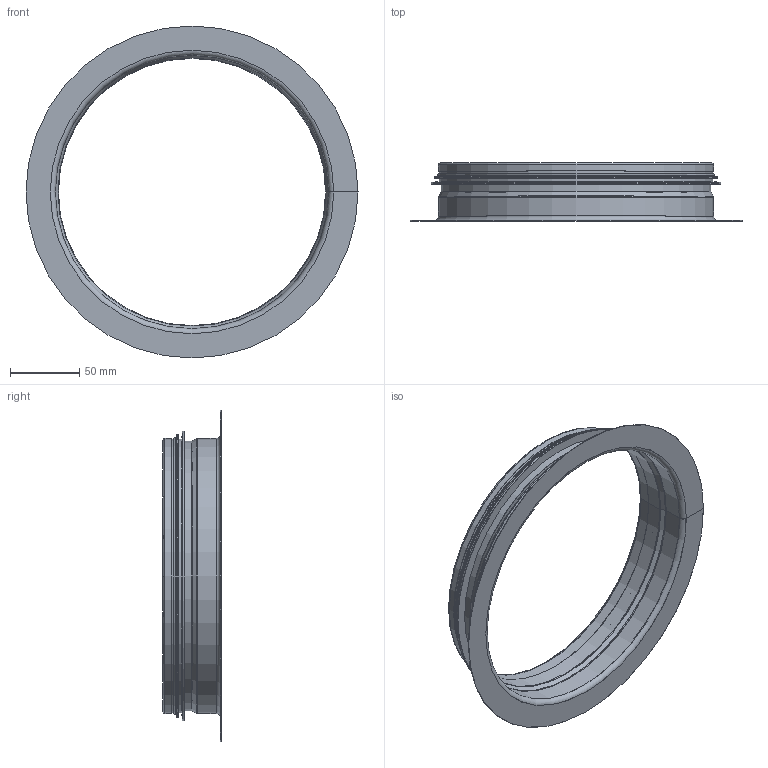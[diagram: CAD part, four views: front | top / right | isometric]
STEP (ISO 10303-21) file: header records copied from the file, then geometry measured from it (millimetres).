
FILE_DESCRIPTION((''),'2;1');
FILE_NAME('HSK-200.stp','2014-02-20T13:19:08',(''),(''),'Autodesk Inventor 2013','Autodesk Inventor 2013','');
FILE_SCHEMA(('AUTOMOTIVE_DESIGN { 1 2 10303 214 0 1 1 1 }'));
Length unit declared in the file: millimetre
Products named in the file (3): HSK-200; HSK-Rörämne-06; 999006
Assembly tree (2 placements, depth 2):
  HSK-200
    HSK-Rörämne-06
    999006
Bounding box: 240 x 42 x 240 mm (x, y, z)
Volume: 43061.3 mm3; surface area: 119870.2 mm2
Topology: 2 solids, 2 shells, 65 faces, 125 edges, 67 vertices
Faces by surface type: plane 30, torus 16, cylinder 13, cone 6
Full cylindrical faces by diameter (mm): 193.15 x1, 194.15 x1, 195.35 x1, 197.95 x5, 198.95 x2, 204.35 x1, 209.35 x1, 240 x1
Entity records: 1713 total; most frequent: DIRECTION 314, CARTESIAN_POINT 248, ORIENTED_EDGE 222, AXIS2_PLACEMENT_3D 133, EDGE_CURVE 111, EDGE_LOOP 84, VERTEX_POINT 67, STYLED_ITEM 67
